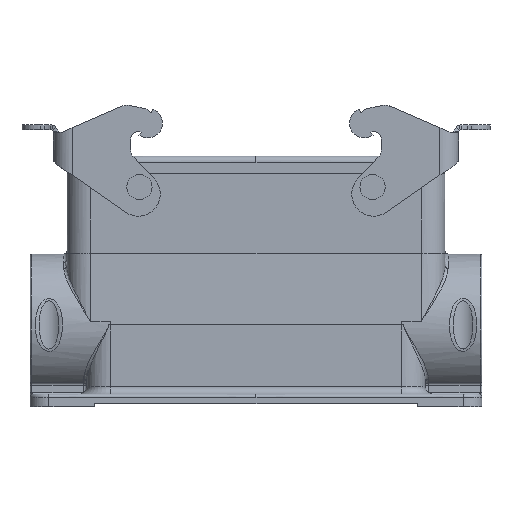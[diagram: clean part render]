
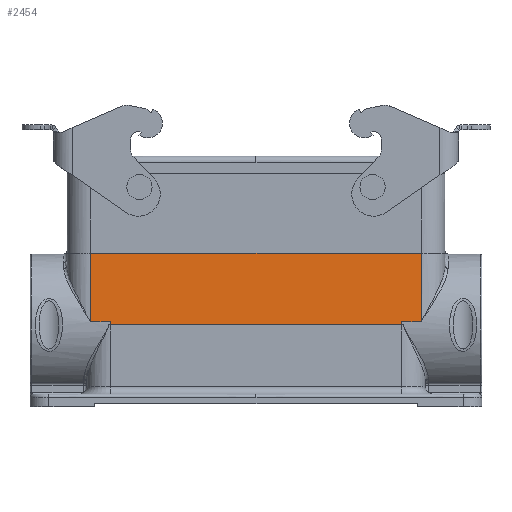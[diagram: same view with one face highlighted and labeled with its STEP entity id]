
A CAD part, front view. The second image highlights one B-rep face of the part: STEP entity #2454.
In plain terms, the highlighted planar face has unit normal (0, -0.999, 0.043).
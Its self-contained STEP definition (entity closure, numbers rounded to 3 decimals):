
#2064=FACE_OUTER_BOUND('',#4346,.T.);
#2454=ADVANCED_FACE('',(#2064),#2909,.T.);
#2909=PLANE('',#9248);
#3433=LINE('',#12261,#3837);
#3434=LINE('',#12263,#3838);
#3435=LINE('',#12265,#3839);
#3436=LINE('',#12267,#3840);
#3437=LINE('',#12269,#3841);
#3438=LINE('',#12271,#3842);
#3439=LINE('',#12273,#3843);
#3440=LINE('',#12275,#3844);
#3837=VECTOR('',#10107,1.);
#3838=VECTOR('',#10110,1.);
#3839=VECTOR('',#10111,1.);
#3840=VECTOR('',#10112,1.);
#3841=VECTOR('',#10113,1.);
#3842=VECTOR('',#10114,1.);
#3843=VECTOR('',#10115,1.);
#3844=VECTOR('',#10116,1.);
#4346=EDGE_LOOP('',(#5005,#5006,#5007,#5008,#5009,#5010,#5011,#5012));
#5005=ORIENTED_EDGE('',*,*,#7912,.F.);
#5006=ORIENTED_EDGE('',*,*,#7913,.F.);
#5007=ORIENTED_EDGE('',*,*,#7914,.T.);
#5008=ORIENTED_EDGE('',*,*,#7915,.T.);
#5009=ORIENTED_EDGE('',*,*,#7916,.T.);
#5010=ORIENTED_EDGE('',*,*,#7917,.T.);
#5011=ORIENTED_EDGE('',*,*,#7918,.T.);
#5012=ORIENTED_EDGE('',*,*,#7919,.F.);
#7185=VERTEX_POINT('',#12255);
#7188=VERTEX_POINT('',#12260);
#7189=VERTEX_POINT('',#12264);
#7190=VERTEX_POINT('',#12266);
#7191=VERTEX_POINT('',#12268);
#7192=VERTEX_POINT('',#12270);
#7193=VERTEX_POINT('',#12272);
#7194=VERTEX_POINT('',#12274);
#7912=EDGE_CURVE('',#7188,#7185,#3433,.T.);
#7913=EDGE_CURVE('',#7189,#7188,#3434,.T.);
#7914=EDGE_CURVE('',#7189,#7190,#3435,.T.);
#7915=EDGE_CURVE('',#7190,#7191,#3436,.T.);
#7916=EDGE_CURVE('',#7191,#7192,#3437,.T.);
#7917=EDGE_CURVE('',#7192,#7193,#3438,.T.);
#7918=EDGE_CURVE('',#7193,#7194,#3439,.T.);
#7919=EDGE_CURVE('',#7185,#7194,#3440,.T.);
#9248=AXIS2_PLACEMENT_3D('',#12276,#10117,#10118);
#10107=DIRECTION('',(-1.,0.,0.));
#10110=DIRECTION('',(0.,-0.043,-0.999));
#10111=DIRECTION('',(1.,0.,0.));
#10112=DIRECTION('',(0.,0.043,0.999));
#10113=DIRECTION('',(-1.,0.,0.));
#10114=DIRECTION('',(0.,-0.043,-0.999));
#10115=DIRECTION('',(1.,0.,0.));
#10116=DIRECTION('',(0.,0.043,0.999));
#10117=DIRECTION('',(0.,-0.999,0.043));
#10118=DIRECTION('',(1.,0.,0.));
#12255=CARTESIAN_POINT('',(-46.25,-22.5,-42.5));
#12260=CARTESIAN_POINT('',(46.25,-22.5,-42.5));
#12261=CARTESIAN_POINT('',(-60.,-22.5,-42.5));
#12263=CARTESIAN_POINT('',(46.25,-22.5,-42.5));
#12264=CARTESIAN_POINT('',(46.25,-22.458,-41.524));
#12265=CARTESIAN_POINT('',(46.25,-22.458,-41.524));
#12266=CARTESIAN_POINT('',(52.5,-22.458,-41.524));
#12267=CARTESIAN_POINT('',(52.5,-22.458,-41.524));
#12268=CARTESIAN_POINT('',(52.5,-21.509,-19.7));
#12269=CARTESIAN_POINT('',(-13.25,-21.509,-19.7));
#12270=CARTESIAN_POINT('',(-52.5,-21.509,-19.7));
#12271=CARTESIAN_POINT('',(-52.5,-22.458,-41.524));
#12272=CARTESIAN_POINT('',(-52.5,-22.458,-41.524));
#12273=CARTESIAN_POINT('',(-46.25,-22.458,-41.524));
#12274=CARTESIAN_POINT('',(-46.25,-22.458,-41.524));
#12275=CARTESIAN_POINT('',(-46.25,-22.5,-42.5));
#12276=CARTESIAN_POINT('',(-13.25,-22.5,-42.5));
